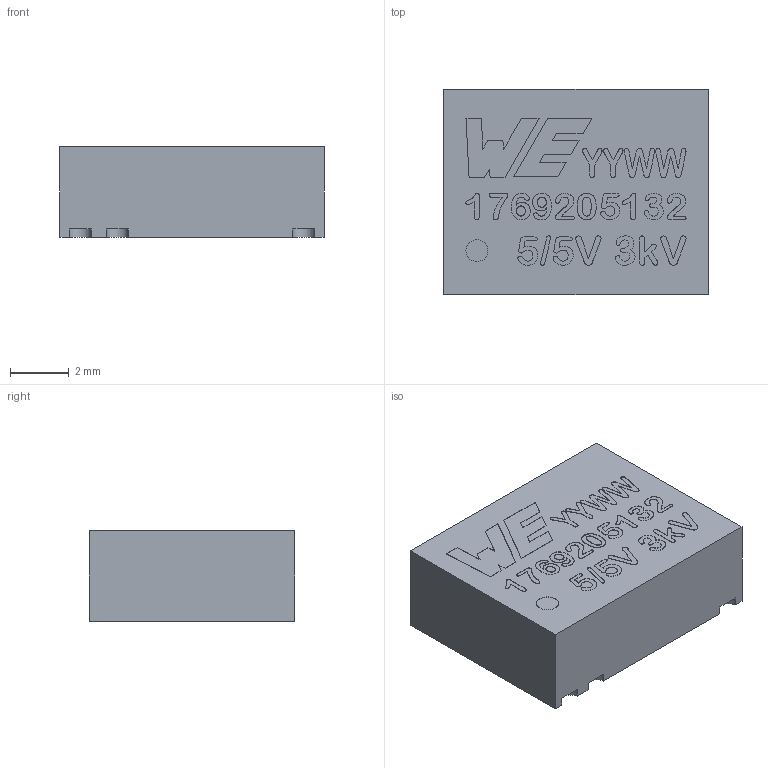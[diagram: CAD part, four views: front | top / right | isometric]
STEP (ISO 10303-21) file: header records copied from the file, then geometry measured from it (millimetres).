
FILE_DESCRIPTION(/* description */ ('Unknown'),/* implementation_level */ '2;1');
FILE_NAME(/* name */ 'U_Wurth_MagIC-FIMM-LGA-7',/* time_stamp */ '2025-01-08T10:44:26+08:00',/* author */ ('Unknown'),/* organization */ ('Unknown'),/* preprocessor_version */ 'ST-DEVELOPER v19.4',/* originating_system */ 'Solid Edge',/* authorisation */ 'Unknown');
FILE_SCHEMA (('AUTOMOTIVE_DESIGN {1 0 10303 214 3 1 1}'));
Products named in the file (1): Downloads_STP_WPME-FIMM_1769205132 (rev1)
Bounding box: 9 x 7 x 3.1 mm (x, y, z)
Volume: 194.9 mm3; surface area: 226.9 mm2
Topology: 1 solids, 1 shells, 2217 faces, 6568 edges, 4380 vertices
Faces by surface type: plane 2210, cylinder 7
Full cylindrical faces by diameter (mm): 0.75 x1
Entity records: 88088 total; most frequent: CARTESIAN_POINT 13165, ORIENTED_EDGE 13134, DIRECTION 11017, EDGE_CURVE 6567, LINE 6553, VECTOR 6553, VERTEX_POINT 4380, EDGE_LOOP 2245
